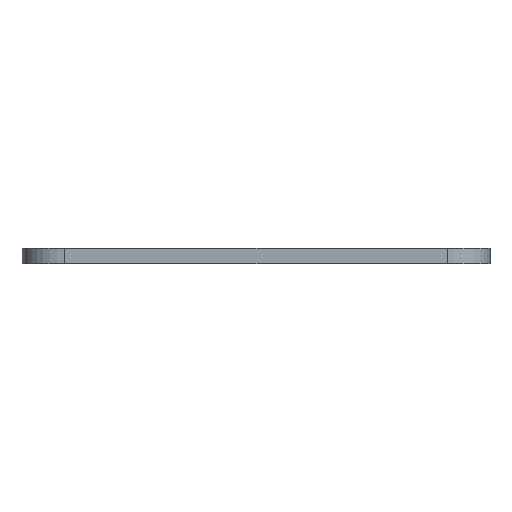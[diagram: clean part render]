
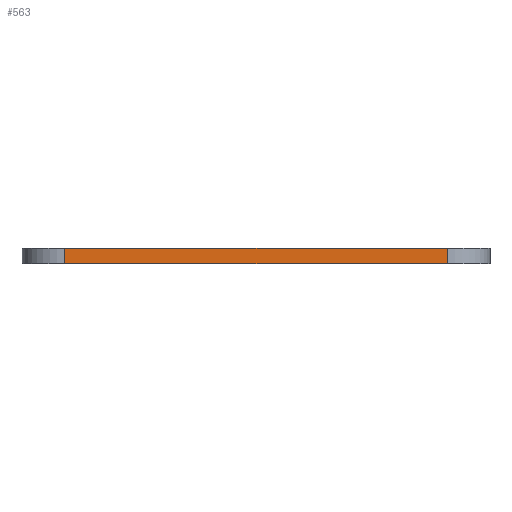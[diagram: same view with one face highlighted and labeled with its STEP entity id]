
A CAD part, left-side view. The second image highlights one B-rep face of the part: STEP entity #563.
In plain terms, the highlighted planar face has unit normal (-1, 0, 0).
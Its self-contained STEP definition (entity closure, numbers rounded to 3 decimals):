
#195=CARTESIAN_POINT('',(-15.,27.25,0.5));
#196=VERTEX_POINT('',#195);
#204=CARTESIAN_POINT('',(-15.,2.75,0.5));
#205=VERTEX_POINT('',#204);
#206=CARTESIAN_POINT('',(-15.,2.75,0.5));
#207=DIRECTION('',(0.0,1.0,0.0));
#208=VECTOR('',#207,24.5);
#209=LINE('',#206,#208);
#210=EDGE_CURVE('',#205,#196,#209,.T.);
#522=CARTESIAN_POINT('',(-15.,27.25,-0.5));
#523=VERTEX_POINT('',#522);
#531=CARTESIAN_POINT('',(-15.,27.25,-0.5));
#532=DIRECTION('',(0.0,0.0,1.0));
#533=VECTOR('',#532,1.0);
#534=LINE('',#531,#533);
#535=EDGE_CURVE('',#523,#196,#534,.T.);
#540=CARTESIAN_POINT('',(-15.,0.0,0.0));
#541=DIRECTION('',(-1.0,0.0,0.0));
#542=DIRECTION('',(0.0,0.0,1.0));
#543=AXIS2_PLACEMENT_3D('',#540,#541,#542);
#544=PLANE('',#543);
#545=ORIENTED_EDGE('',*,*,#535,.F.);
#546=CARTESIAN_POINT('',(-15.,2.75,-0.5));
#547=VERTEX_POINT('',#546);
#548=CARTESIAN_POINT('',(-15.,27.25,-0.5));
#549=DIRECTION('',(0.0,-1.0,0.0));
#550=VECTOR('',#549,24.5);
#551=LINE('',#548,#550);
#552=EDGE_CURVE('',#523,#547,#551,.T.);
#553=ORIENTED_EDGE('',*,*,#552,.T.);
#554=CARTESIAN_POINT('',(-15.,2.75,0.5));
#555=DIRECTION('',(0.0,0.0,-1.0));
#556=VECTOR('',#555,1.0);
#557=LINE('',#554,#556);
#558=EDGE_CURVE('',#205,#547,#557,.T.);
#559=ORIENTED_EDGE('',*,*,#558,.F.);
#560=ORIENTED_EDGE('',*,*,#210,.T.);
#561=EDGE_LOOP('',(#545,#553,#559,#560));
#562=FACE_OUTER_BOUND('',#561,.T.);
#563=ADVANCED_FACE('',(#562),#544,.T.);
